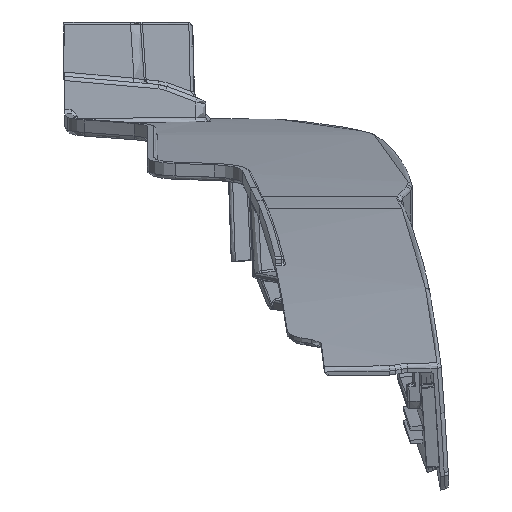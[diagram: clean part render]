
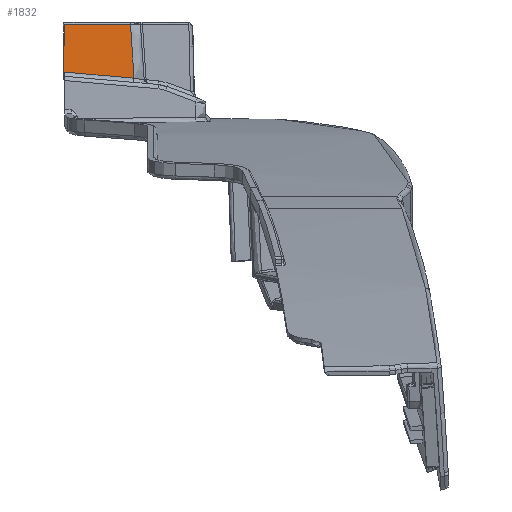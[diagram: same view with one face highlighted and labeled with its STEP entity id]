
A CAD part, top view. The second image highlights one B-rep face of the part: STEP entity #1832.
In plain terms, the highlighted free-form (B-spline) face has degree [3, 3] with [4, 4] control points.
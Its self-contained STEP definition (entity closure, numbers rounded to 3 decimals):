
#1064=FACE_OUTER_BOUND('',#2895,.T.);
#1832=ADVANCED_FACE('',(#1064),#2585,.T.);
#2585=B_SPLINE_SURFACE_WITH_KNOTS('',3,3,((#31735,#31736,#31737,#31738),
(#31739,#31740,#31741,#31742),(#31743,#31744,#31745,#31746),(#31747,#31748,
#31749,#31750)),.UNSPECIFIED.,.F.,.F.,.F.,(4,4),(4,4),(0.,1.),(0.,1.),
 .UNSPECIFIED.);
#2895=EDGE_LOOP('',(#4841,#4842,#4843,#4844));
#4841=ORIENTED_EDGE('',*,*,#9591,.T.);
#4842=ORIENTED_EDGE('',*,*,#9592,.T.);
#4843=ORIENTED_EDGE('',*,*,#9341,.F.);
#4844=ORIENTED_EDGE('',*,*,#9593,.T.);
#8078=VERTEX_POINT('',#28755);
#8079=VERTEX_POINT('',#28760);
#8282=VERTEX_POINT('',#31713);
#8283=VERTEX_POINT('',#31714);
#9341=EDGE_CURVE('',#8078,#8079,#11617,.T.);
#9591=EDGE_CURVE('',#8282,#8283,#11862,.T.);
#9592=EDGE_CURVE('',#8283,#8079,#11863,.T.);
#9593=EDGE_CURVE('',#8078,#8282,#11864,.T.);
#11617=B_SPLINE_CURVE_WITH_KNOTS('',3,(#28756,#28757,#28758,#28759),
 .UNSPECIFIED.,.F.,.F.,(4,4),(0.,1.),.UNSPECIFIED.);
#11862=B_SPLINE_CURVE_WITH_KNOTS('',3,(#31706,#31707,#31708,#31709,#31710,
#31711,#31712),.UNSPECIFIED.,.F.,.F.,(4,3,4),(0.,0.459,1.),
 .UNSPECIFIED.);
#11863=B_SPLINE_CURVE_WITH_KNOTS('',3,(#31715,#31716,#31717,#31718,#31719,
#31720,#31721,#31722,#31723,#31724),.UNSPECIFIED.,.F.,.F.,(4,3,3,4),(0.,
0.684,0.937,1.),.UNSPECIFIED.);
#11864=B_SPLINE_CURVE_WITH_KNOTS('',3,(#31725,#31726,#31727,#31728,#31729,
#31730,#31731,#31732,#31733,#31734),.UNSPECIFIED.,.F.,.F.,(4,3,3,4),(0.,
0.404,0.881,1.),.UNSPECIFIED.);
#28755=CARTESIAN_POINT('',(794.345,1035.857,53.026));
#28756=CARTESIAN_POINT('',(794.345,1035.857,53.026));
#28757=CARTESIAN_POINT('',(794.353,1039.617,53.05));
#28758=CARTESIAN_POINT('',(794.36,1043.377,53.075));
#28759=CARTESIAN_POINT('',(794.368,1047.137,53.1));
#28760=CARTESIAN_POINT('',(794.368,1047.137,53.1));
#31706=CARTESIAN_POINT('',(811.034,1034.388,52.141));
#31707=CARTESIAN_POINT('',(810.899,1036.338,52.161));
#31708=CARTESIAN_POINT('',(810.765,1038.289,52.181));
#31709=CARTESIAN_POINT('',(810.634,1040.239,52.201));
#31710=CARTESIAN_POINT('',(810.479,1042.538,52.225));
#31711=CARTESIAN_POINT('',(810.327,1044.837,52.248));
#31712=CARTESIAN_POINT('',(810.178,1047.137,52.271));
#31713=CARTESIAN_POINT('',(811.034,1034.388,52.141));
#31714=CARTESIAN_POINT('',(810.178,1047.137,52.271));
#31715=CARTESIAN_POINT('',(810.178,1047.137,52.271));
#31716=CARTESIAN_POINT('',(806.573,1047.137,52.46));
#31717=CARTESIAN_POINT('',(802.967,1047.137,52.649));
#31718=CARTESIAN_POINT('',(799.361,1047.137,52.838));
#31719=CARTESIAN_POINT('',(798.03,1047.137,52.908));
#31720=CARTESIAN_POINT('',(796.698,1047.137,52.977));
#31721=CARTESIAN_POINT('',(795.367,1047.137,53.047));
#31722=CARTESIAN_POINT('',(795.034,1047.137,53.065));
#31723=CARTESIAN_POINT('',(794.701,1047.137,53.082));
#31724=CARTESIAN_POINT('',(794.368,1047.137,53.1));
#31725=CARTESIAN_POINT('',(794.345,1035.857,53.026));
#31726=CARTESIAN_POINT('',(796.592,1035.659,52.907));
#31727=CARTESIAN_POINT('',(798.839,1035.461,52.788));
#31728=CARTESIAN_POINT('',(801.087,1035.264,52.668));
#31729=CARTESIAN_POINT('',(803.739,1035.03,52.528));
#31730=CARTESIAN_POINT('',(806.392,1034.797,52.387));
#31731=CARTESIAN_POINT('',(809.045,1034.563,52.247));
#31732=CARTESIAN_POINT('',(809.708,1034.505,52.212));
#31733=CARTESIAN_POINT('',(810.371,1034.447,52.176));
#31734=CARTESIAN_POINT('',(811.034,1034.388,52.141));
#31735=CARTESIAN_POINT('',(794.249,1047.213,53.106));
#31736=CARTESIAN_POINT('',(799.879,1047.215,52.811));
#31737=CARTESIAN_POINT('',(805.509,1047.217,52.516));
#31738=CARTESIAN_POINT('',(811.139,1047.219,52.221));
#31739=CARTESIAN_POINT('',(794.247,1042.911,53.078));
#31740=CARTESIAN_POINT('',(799.877,1042.913,52.783));
#31741=CARTESIAN_POINT('',(805.507,1042.915,52.488));
#31742=CARTESIAN_POINT('',(811.138,1042.917,52.193));
#31743=CARTESIAN_POINT('',(794.246,1038.609,53.049));
#31744=CARTESIAN_POINT('',(799.876,1038.61,52.754));
#31745=CARTESIAN_POINT('',(805.506,1038.612,52.459));
#31746=CARTESIAN_POINT('',(811.136,1038.614,52.164));
#31747=CARTESIAN_POINT('',(794.244,1034.306,53.021));
#31748=CARTESIAN_POINT('',(799.874,1034.308,52.726));
#31749=CARTESIAN_POINT('',(805.504,1034.31,52.431));
#31750=CARTESIAN_POINT('',(811.135,1034.312,52.136));
